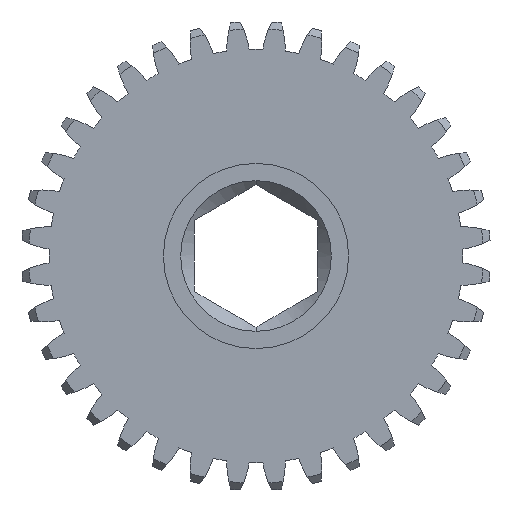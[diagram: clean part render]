
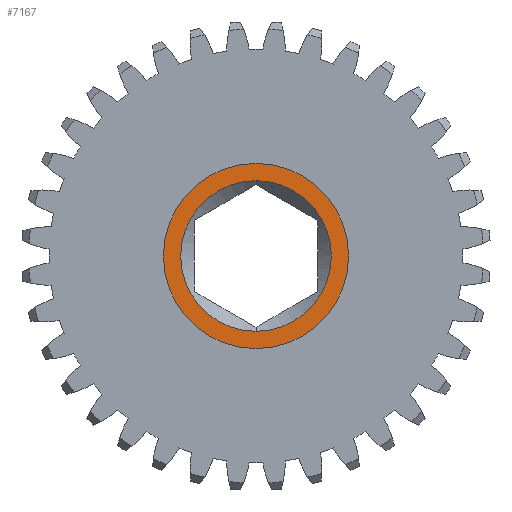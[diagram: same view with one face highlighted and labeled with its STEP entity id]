
A CAD part, left-side view. The second image highlights one B-rep face of the part: STEP entity #7167.
In plain terms, the highlighted planar face has unit normal (-1, 0, 0).
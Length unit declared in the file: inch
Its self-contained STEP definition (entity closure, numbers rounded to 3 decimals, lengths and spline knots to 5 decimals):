
#72 = ORIENTED_EDGE ( 'NONE', *, *, #7391, .F. ) ;
#210 = VERTEX_POINT ( 'NONE', #6235 ) ;
#246 = EDGE_LOOP ( 'NONE', ( #5581, #1911 ) ) ;
#405 = DIRECTION ( 'NONE',  ( -1., 0., 0. ) ) ;
#1047 = DIRECTION ( 'NONE',  ( -1., 0., 0. ) ) ;
#1235 = AXIS2_PLACEMENT_3D ( 'NONE', #2365, #5715, #6921 ) ;
#1376 = AXIS2_PLACEMENT_3D ( 'NONE', #5523, #2145, #1545 ) ;
#1465 = ORIENTED_EDGE ( 'NONE', *, *, #6779, .F. ) ;
#1545 = DIRECTION ( 'NONE',  ( 0., 0., 1. ) ) ;
#1911 = ORIENTED_EDGE ( 'NONE', *, *, #5502, .T. ) ;
#2145 = DIRECTION ( 'NONE',  ( -1., 0., 0. ) ) ;
#2365 = CARTESIAN_POINT ( 'NONE',  ( -0.0625, 0., 0. ) ) ;
#2504 = DIRECTION ( 'NONE',  ( 0., 0., 1. ) ) ;
#2684 = CARTESIAN_POINT ( 'NONE',  ( -0.0625, 0., 0.305 ) ) ;
#2811 = CARTESIAN_POINT ( 'NONE',  ( -0.0625, 0., -0.305 ) ) ;
#3010 = PLANE ( 'NONE',  #6428 ) ;
#3023 = DIRECTION ( 'NONE',  ( -1., 0., 0. ) ) ;
#3168 = CIRCLE ( 'NONE', #6451, 0.305 ) ;
#3788 = CARTESIAN_POINT ( 'NONE',  ( -0.0625, 0., 0. ) ) ;
#3794 = DIRECTION ( 'NONE',  ( 0., 0., 1. ) ) ;
#4238 = CIRCLE ( 'NONE', #1235, 0.375 ) ;
#4439 = AXIS2_PLACEMENT_3D ( 'NONE', #5720, #405, #3794 ) ;
#4450 = FACE_BOUND ( 'NONE', #7378, .T. ) ;
#5025 = VERTEX_POINT ( 'NONE', #8134 ) ;
#5502 = EDGE_CURVE ( 'NONE', #5025, #210, #7439, .T. ) ;
#5523 = CARTESIAN_POINT ( 'NONE',  ( -0.0625, 0., 0. ) ) ;
#5581 = ORIENTED_EDGE ( 'NONE', *, *, #7156, .T. ) ;
#5679 = CARTESIAN_POINT ( 'NONE',  ( -0.0625, 0., 0. ) ) ;
#5715 = DIRECTION ( 'NONE',  ( -1., 0., 0. ) ) ;
#5720 = CARTESIAN_POINT ( 'NONE',  ( -0.0625, 0., 0. ) ) ;
#5737 = VERTEX_POINT ( 'NONE', #2684 ) ;
#5757 = CIRCLE ( 'NONE', #1376, 0.305 ) ;
#6235 = CARTESIAN_POINT ( 'NONE',  ( -0.0625, 0., -0.375 ) ) ;
#6428 = AXIS2_PLACEMENT_3D ( 'NONE', #3788, #1047, #2504 ) ;
#6451 = AXIS2_PLACEMENT_3D ( 'NONE', #5679, #3023, #8349 ) ;
#6608 = VERTEX_POINT ( 'NONE', #2811 ) ;
#6779 = EDGE_CURVE ( 'NONE', #6608, #5737, #3168, .T. ) ;
#6921 = DIRECTION ( 'NONE',  ( 0., 0., 1. ) ) ;
#7156 = EDGE_CURVE ( 'NONE', #210, #5025, #4238, .T. ) ;
#7167 = ADVANCED_FACE ( 'NONE', ( #4450, #7613 ), #3010, .T. ) ;
#7378 = EDGE_LOOP ( 'NONE', ( #72, #1465 ) ) ;
#7391 = EDGE_CURVE ( 'NONE', #5737, #6608, #5757, .T. ) ;
#7439 = CIRCLE ( 'NONE', #4439, 0.375 ) ;
#7613 = FACE_OUTER_BOUND ( 'NONE', #246, .T. ) ;
#8134 = CARTESIAN_POINT ( 'NONE',  ( -0.0625, 0., 0.375 ) ) ;
#8349 = DIRECTION ( 'NONE',  ( 0., 0., 1. ) ) ;
